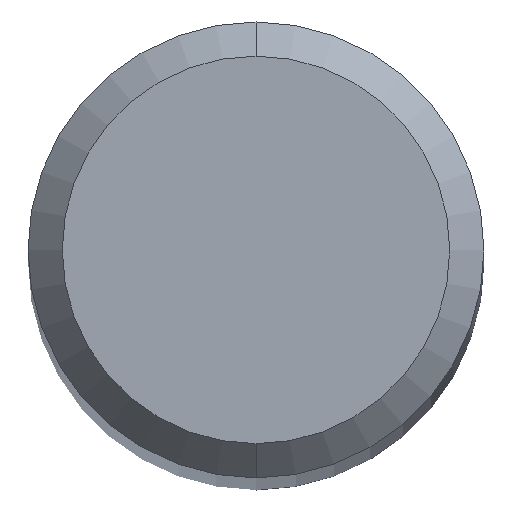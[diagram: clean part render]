
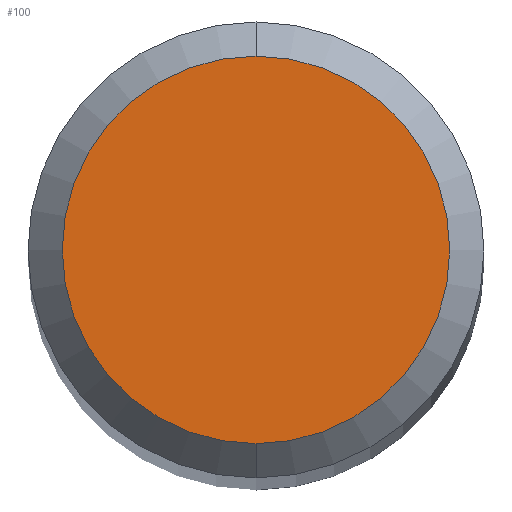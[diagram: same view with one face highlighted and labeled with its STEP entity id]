
A CAD part, top view. The second image highlights one B-rep face of the part: STEP entity #100.
In plain terms, the highlighted planar face has unit normal (0, 0, 1).
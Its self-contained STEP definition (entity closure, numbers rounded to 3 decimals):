
#100=ADVANCED_FACE('',(#238),#239,.T.);
#132=EDGE_CURVE('',#206,#208,#278,.T.);
#176=EDGE_CURVE('',#208,#206,#326,.T.);
#206=VERTEX_POINT('',#359);
#208=VERTEX_POINT('',#361);
#238=FACE_OUTER_BOUND('',#387,.T.);
#239=PLANE('',#388);
#278=CIRCLE('',#434,1.7);
#326=CIRCLE('',#499,1.7);
#359=CARTESIAN_POINT('',(0.,-1.7,0.0));
#361=CARTESIAN_POINT('',(0.0,1.7,0.0));
#387=EDGE_LOOP('',(#553,#554));
#388=AXIS2_PLACEMENT_3D('',#555,#556,#557);
#434=AXIS2_PLACEMENT_3D('',#614,#615,#616);
#499=AXIS2_PLACEMENT_3D('',#674,#675,#676);
#553=ORIENTED_EDGE('',*,*,#176,.F.);
#554=ORIENTED_EDGE('',*,*,#132,.F.);
#555=CARTESIAN_POINT('',(0.0,0.85,0.0));
#556=DIRECTION('',(-0.0,0.0,1.0));
#557=DIRECTION('',(0.0,-1.0,0.0));
#614=CARTESIAN_POINT('',(0.0,0.0,0.0));
#615=DIRECTION('',(0.0,0.0,-1.0));
#616=DIRECTION('',(0.0,1.0,0.0));
#674=CARTESIAN_POINT('',(0.0,0.0,0.0));
#675=DIRECTION('',(0.0,0.0,-1.0));
#676=DIRECTION('',(0.0,1.0,0.0));
